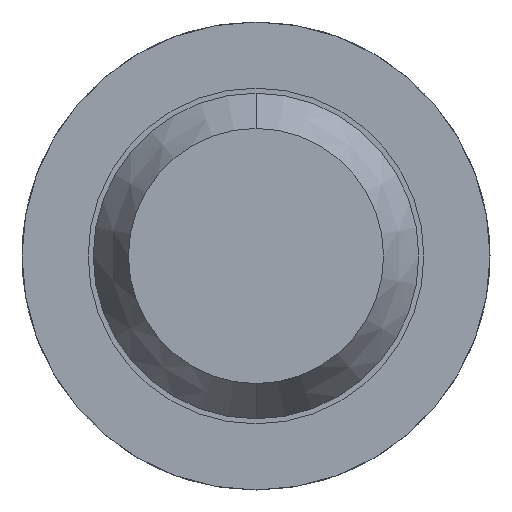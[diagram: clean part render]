
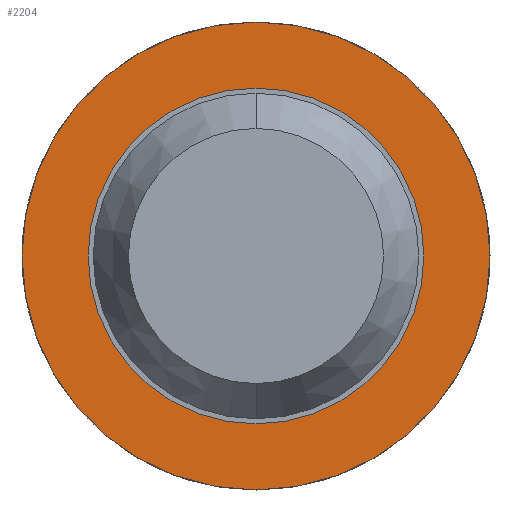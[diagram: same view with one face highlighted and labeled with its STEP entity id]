
A CAD part, front view. The second image highlights one B-rep face of the part: STEP entity #2204.
In plain terms, the highlighted planar face has unit normal (0, -1, 0).
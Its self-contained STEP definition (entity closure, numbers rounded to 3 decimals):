
#171 = CIRCLE ( 'NONE', #456, 1.15 ) ;
#256 = DIRECTION ( 'NONE',  ( 0., 1., 0. ) ) ;
#289 = DIRECTION ( 'NONE',  ( 0., 0., 1. ) ) ;
#343 = EDGE_CURVE ( 'Defeature ausgef�hrt2_7+Defeature ausgef�hrt2_6+Defeature ausgef�hrt2_6+Defeature ausgef�hrt2_6', #489, #579, #3911, .T. ) ;
#444 = EDGE_LOOP ( 'NONE', ( #3932, #2631 ) ) ;
#456 = AXIS2_PLACEMENT_3D ( 'NONE', #2377, #256, #2980 ) ;
#480 = DIRECTION ( 'NONE',  ( 0., 1., 0. ) ) ;
#489 = VERTEX_POINT ( 'NONE', #2519 ) ;
#579 = VERTEX_POINT ( 'NONE', #1377 ) ;
#605 = ORIENTED_EDGE ( 'NONE', *, *, #1860, .F. ) ;
#641 = DIRECTION ( 'NONE',  ( 0., 0., 1. ) ) ;
#791 = EDGE_CURVE ( 'Defeature ausgef�hrt2_7+Defeature ausgef�hrt2_6+Defeature ausgef�hrt2_6+Defeature ausgef�hrt2_6', #579, #489, #1161, .T. ) ;
#933 = DIRECTION ( 'NONE',  ( 0., 1., 0. ) ) ;
#1012 = CARTESIAN_POINT ( 'NONE',  ( 0.825, -1.7, 0. ) ) ;
#1030 = CARTESIAN_POINT ( 'NONE',  ( 0., -1.7, 1.15 ) ) ;
#1161 = CIRCLE ( 'NONE', #1982, 0.825 ) ;
#1295 = EDGE_CURVE ( 'Defeature ausgef�hrt2_0+Defeature ausgef�hrt2_7+Defeature ausgef�hrt2_7+Defeature ausgef�hrt2_7', #2437, #2359, #1359, .T. ) ;
#1359 = CIRCLE ( 'NONE', #2382, 1.15 ) ;
#1377 = CARTESIAN_POINT ( 'NONE',  ( 0., -1.7, 0.825 ) ) ;
#1558 = CARTESIAN_POINT ( 'NONE',  ( 0., -1.7, 0. ) ) ;
#1860 = EDGE_CURVE ( 'Defeature ausgef�hrt2_0+Defeature ausgef�hrt2_7+Defeature ausgef�hrt2_7+Defeature ausgef�hrt2_7', #2359, #2437, #171, .T. ) ;
#1977 = FACE_OUTER_BOUND ( 'NONE', #3029, .T. ) ;
#1982 = AXIS2_PLACEMENT_3D ( 'NONE', #3327, #2743, #289 ) ;
#2000 = CARTESIAN_POINT ( 'NONE',  ( 0., -1.7, 0. ) ) ;
#2204 = ADVANCED_FACE ( 'Defeature ausgef�hrt2_7', ( #1977, #3399 ), #2481, .F. ) ;
#2359 = VERTEX_POINT ( 'NONE', #3488 ) ;
#2377 = CARTESIAN_POINT ( 'NONE',  ( 0., -1.7, 0. ) ) ;
#2382 = AXIS2_PLACEMENT_3D ( 'NONE', #2000, #480, #3544 ) ;
#2437 = VERTEX_POINT ( 'NONE', #1030 ) ;
#2481 = PLANE ( 'NONE',  #2895 ) ;
#2519 = CARTESIAN_POINT ( 'NONE',  ( 0., -1.7, -0.825 ) ) ;
#2631 = ORIENTED_EDGE ( 'NONE', *, *, #343, .T. ) ;
#2655 = ORIENTED_EDGE ( 'NONE', *, *, #1295, .F. ) ;
#2743 = DIRECTION ( 'NONE',  ( 0., 1., 0. ) ) ;
#2773 = DIRECTION ( 'NONE',  ( 0., 0., 1. ) ) ;
#2895 = AXIS2_PLACEMENT_3D ( 'NONE', #1012, #3112, #2773 ) ;
#2965 = AXIS2_PLACEMENT_3D ( 'NONE', #1558, #933, #641 ) ;
#2980 = DIRECTION ( 'NONE',  ( 0., 0., 1. ) ) ;
#3029 = EDGE_LOOP ( 'NONE', ( #2655, #605 ) ) ;
#3112 = DIRECTION ( 'NONE',  ( 0., 1., 0. ) ) ;
#3327 = CARTESIAN_POINT ( 'NONE',  ( 0., -1.7, 0. ) ) ;
#3399 = FACE_BOUND ( 'NONE', #444, .T. ) ;
#3488 = CARTESIAN_POINT ( 'NONE',  ( 0., -1.7, -1.15 ) ) ;
#3544 = DIRECTION ( 'NONE',  ( 0., 0., 1. ) ) ;
#3911 = CIRCLE ( 'NONE', #2965, 0.825 ) ;
#3932 = ORIENTED_EDGE ( 'NONE', *, *, #791, .T. ) ;
